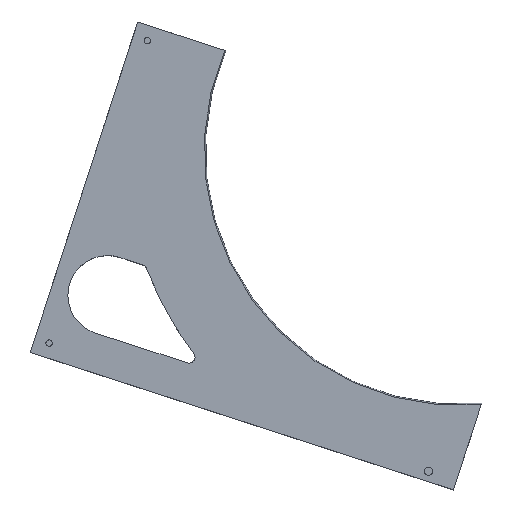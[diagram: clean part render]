
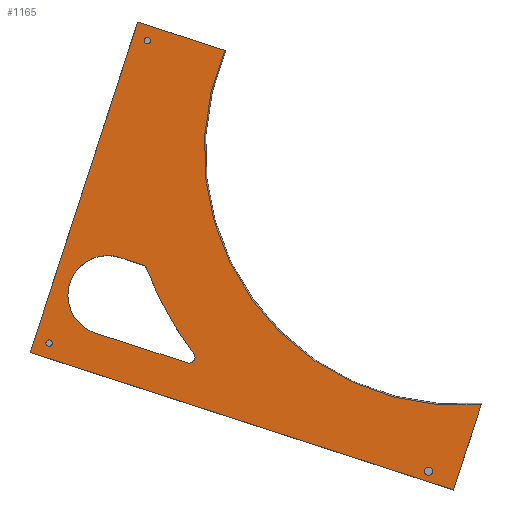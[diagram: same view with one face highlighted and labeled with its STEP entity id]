
A CAD part, top view. The second image highlights one B-rep face of the part: STEP entity #1165.
In plain terms, the highlighted planar face has unit normal (0, 0, 1).
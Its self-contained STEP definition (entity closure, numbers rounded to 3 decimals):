
#83=FACE_BOUND('',#260,.T.);
#84=FACE_BOUND('',#261,.T.);
#85=FACE_BOUND('',#262,.T.);
#86=FACE_BOUND('',#263,.T.);
#91=CIRCLE('',#1203,1.625);
#92=CIRCLE('',#1205,129.748);
#96=CIRCLE('',#1212,1.65);
#98=CIRCLE('',#1215,2.1);
#127=CIRCLE('',#1291,20.25);
#128=CIRCLE('',#1292,3.);
#129=CIRCLE('',#1293,170.);
#130=CIRCLE('',#1294,3.);
#189=FACE_OUTER_BOUND('',#259,.T.);
#259=EDGE_LOOP('',(#1013,#1014,#1015,#1016,#1017));
#260=EDGE_LOOP('',(#1018));
#261=EDGE_LOOP('',(#1019));
#262=EDGE_LOOP('',(#1020));
#263=EDGE_LOOP('',(#1021,#1022,#1023,#1024,#1025,#1026));
#291=LINE('',#1721,#401);
#372=LINE('',#1981,#482);
#374=LINE('',#1984,#484);
#375=LINE('',#1986,#485);
#376=LINE('',#1991,#486);
#377=LINE('',#1998,#487);
#401=VECTOR('',#1353,10.);
#482=VECTOR('',#1594,10.);
#484=VECTOR('',#1598,10.);
#485=VECTOR('',#1601,10.);
#486=VECTOR('',#1604,10.);
#487=VECTOR('',#1611,10.);
#503=VERTEX_POINT('',#1673);
#505=VERTEX_POINT('',#1678);
#506=VERTEX_POINT('',#1682);
#513=VERTEX_POINT('',#1719);
#515=VERTEX_POINT('',#1746);
#517=VERTEX_POINT('',#1752);
#591=VERTEX_POINT('',#1978);
#592=VERTEX_POINT('',#1980);
#593=VERTEX_POINT('',#1987);
#594=VERTEX_POINT('',#1988);
#595=VERTEX_POINT('',#1990);
#596=VERTEX_POINT('',#1992);
#597=VERTEX_POINT('',#1994);
#598=VERTEX_POINT('',#1996);
#612=EDGE_CURVE('',#503,#503,#91,.T.);
#615=EDGE_CURVE('',#505,#506,#92,.T.);
#624=EDGE_CURVE('',#505,#513,#291,.T.);
#627=EDGE_CURVE('',#515,#515,#96,.T.);
#630=EDGE_CURVE('',#517,#517,#98,.T.);
#743=EDGE_CURVE('',#592,#591,#372,.T.);
#745=EDGE_CURVE('',#506,#591,#374,.T.);
#746=EDGE_CURVE('',#513,#592,#375,.T.);
#747=EDGE_CURVE('',#593,#594,#127,.T.);
#748=EDGE_CURVE('',#594,#595,#376,.T.);
#749=EDGE_CURVE('',#596,#595,#128,.T.);
#750=EDGE_CURVE('',#596,#597,#129,.T.);
#751=EDGE_CURVE('',#598,#597,#130,.T.);
#752=EDGE_CURVE('',#598,#593,#377,.T.);
#1013=ORIENTED_EDGE('',*,*,#615,.F.);
#1014=ORIENTED_EDGE('',*,*,#624,.T.);
#1015=ORIENTED_EDGE('',*,*,#746,.T.);
#1016=ORIENTED_EDGE('',*,*,#743,.T.);
#1017=ORIENTED_EDGE('',*,*,#745,.F.);
#1018=ORIENTED_EDGE('',*,*,#612,.T.);
#1019=ORIENTED_EDGE('',*,*,#627,.T.);
#1020=ORIENTED_EDGE('',*,*,#630,.T.);
#1021=ORIENTED_EDGE('',*,*,#747,.T.);
#1022=ORIENTED_EDGE('',*,*,#748,.T.);
#1023=ORIENTED_EDGE('',*,*,#749,.F.);
#1024=ORIENTED_EDGE('',*,*,#750,.T.);
#1025=ORIENTED_EDGE('',*,*,#751,.F.);
#1026=ORIENTED_EDGE('',*,*,#752,.T.);
#1109=PLANE('',#1290);
#1165=ADVANCED_FACE('',(#189,#83,#84,#85,#86),#1109,.T.);
#1203=AXIS2_PLACEMENT_3D('',#1674,#1336,#1337);
#1205=AXIS2_PLACEMENT_3D('',#1683,#1341,#1342);
#1212=AXIS2_PLACEMENT_3D('',#1747,#1360,#1361);
#1215=AXIS2_PLACEMENT_3D('',#1753,#1367,#1368);
#1290=AXIS2_PLACEMENT_3D('',#1985,#1599,#1600);
#1291=AXIS2_PLACEMENT_3D('',#1989,#1602,#1603);
#1292=AXIS2_PLACEMENT_3D('',#1993,#1605,#1606);
#1293=AXIS2_PLACEMENT_3D('',#1995,#1607,#1608);
#1294=AXIS2_PLACEMENT_3D('',#1997,#1609,#1610);
#1336=DIRECTION('center_axis',(0.,0.,-1.));
#1337=DIRECTION('ref_axis',(1.,0.,0.));
#1341=DIRECTION('center_axis',(0.,0.,1.));
#1342=DIRECTION('ref_axis',(-1.,0.,0.));
#1353=DIRECTION('',(-0.951,0.309,0.));
#1360=DIRECTION('center_axis',(0.,0.,-1.));
#1361=DIRECTION('ref_axis',(1.,0.,0.));
#1367=DIRECTION('center_axis',(0.,0.,-1.));
#1368=DIRECTION('ref_axis',(1.,0.,0.));
#1594=DIRECTION('',(0.951,-0.309,0.));
#1598=DIRECTION('',(-0.309,-0.951,0.));
#1599=DIRECTION('center_axis',(0.,0.,1.));
#1600=DIRECTION('ref_axis',(1.,0.,0.));
#1601=DIRECTION('',(-0.309,-0.951,0.));
#1602=DIRECTION('center_axis',(0.,0.,
-1.));
#1603=DIRECTION('ref_axis',(0.309,0.951,0.));
#1604=DIRECTION('',(0.951,-0.309,0.));
#1605=DIRECTION('center_axis',(0.,0.,1.));
#1606=DIRECTION('ref_axis',(0.691,0.723,0.));
#1607=DIRECTION('center_axis',(0.,0.,1.));
#1608=DIRECTION('ref_axis',(-0.946,-0.324,0.));
#1609=DIRECTION('center_axis',(0.,0.,1.));
#1610=DIRECTION('ref_axis',(0.817,-0.577,0.));
#1611=DIRECTION('',(-0.952,0.307,0.));
#1673=CARTESIAN_POINT('',(9.71,221.141,385.));
#1674=CARTESIAN_POINT('Origin',(11.335,221.141,385.));
#1678=CARTESIAN_POINT('',(50.789,216.22,385.));
#1682=CARTESIAN_POINT('',(181.44,35.757,385.));
#1683=CARTESIAN_POINT('Origin',(170.,165.,385.));
#1719=CARTESIAN_POINT('',(6.367,230.639,385.));
#1721=CARTESIAN_POINT('',(61.708,212.676,385.));
#1746=CARTESIAN_POINT('',(-40.334,67.039,385.));
#1747=CARTESIAN_POINT('Origin',(-38.684,67.039,385.));
#1752=CARTESIAN_POINT('',(152.467,1.791,385.));
#1753=CARTESIAN_POINT('Origin',(154.567,1.791,385.));
#1978=CARTESIAN_POINT('',(167.33,-7.713,385.));
#1980=CARTESIAN_POINT('',(-48.283,62.272,385.));
#1981=CARTESIAN_POINT('',(-48.283,62.272,385.));
#1984=CARTESIAN_POINT('',(182.154,37.957,385.));
#1985=CARTESIAN_POINT('Origin',(87.5,110.162,385.));
#1986=CARTESIAN_POINT('',(6.367,230.639,385.));
#1987=CARTESIAN_POINT('',(-15.182,72.143,385.));
#1988=CARTESIAN_POINT('',(-2.678,110.665,385.));
#1989=CARTESIAN_POINT('Origin',(-8.93,91.404,385.));
#1990=CARTESIAN_POINT('',(9.034,106.863,385.));
#1991=CARTESIAN_POINT('',(2.372,109.025,385.));
#1992=CARTESIAN_POINT('',(10.915,105.067,385.));
#1993=CARTESIAN_POINT('Origin',(8.107,104.01,385.));
#1994=CARTESIAN_POINT('',(34.987,61.697,385.));
#1995=CARTESIAN_POINT('Origin',(170.,165.,385.));
#1996=CARTESIAN_POINT('',(31.683,57.019,385.));
#1997=CARTESIAN_POINT('Origin',(32.605,59.874,385.));
#1998=CARTESIAN_POINT('',(18.137,61.391,385.));
